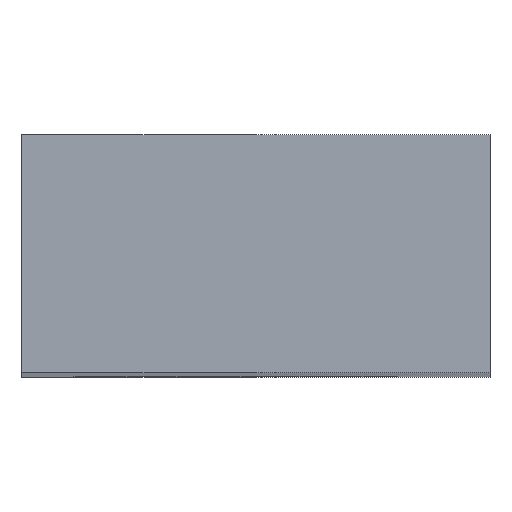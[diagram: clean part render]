
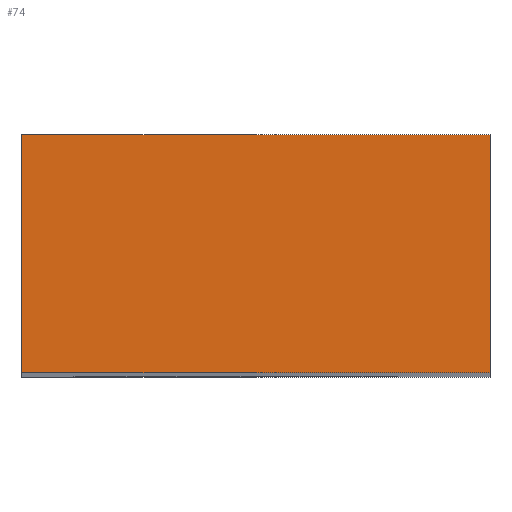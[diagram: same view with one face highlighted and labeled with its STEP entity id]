
A CAD part, top view. The second image highlights one B-rep face of the part: STEP entity #74.
In plain terms, the highlighted planar face has unit normal (0, 0, 1).
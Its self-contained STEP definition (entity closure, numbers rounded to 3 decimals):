
#1 = FACE_OUTER_BOUND ( 'NONE', #117, .T. ) ;
#5 = VECTOR ( 'NONE', #211, 1000. ) ;
#32 = VECTOR ( 'NONE', #251, 1000. ) ;
#34 = VECTOR ( 'NONE', #244, 1000. ) ;
#48 = VECTOR ( 'NONE', #217, 1000. ) ;
#49 = AXIS2_PLACEMENT_3D ( 'NONE', #202, #203, #204 ) ;
#74 = ADVANCED_FACE ( 'NONE', ( #1 ), #201, .F. ) ;
#76 = EDGE_CURVE ( 'NONE', #139, #138, #209, .T. ) ;
#79 = EDGE_CURVE ( 'NONE', #141, #140, #215, .T. ) ;
#87 = EDGE_CURVE ( 'NONE', #141, #139, #242, .T. ) ;
#89 = EDGE_CURVE ( 'NONE', #140, #138, #249, .T. ) ;
#117 = EDGE_LOOP ( 'NONE', ( #155, #156, #154, #158 ) ) ;
#138 = VERTEX_POINT ( 'NONE', #255 ) ;
#139 = VERTEX_POINT ( 'NONE', #256 ) ;
#140 = VERTEX_POINT ( 'NONE', #257 ) ;
#141 = VERTEX_POINT ( 'NONE', #258 ) ;
#154 = ORIENTED_EDGE ( 'NONE', *, *, #79, .F. ) ;
#155 = ORIENTED_EDGE ( 'NONE', *, *, #76, .T. ) ;
#156 = ORIENTED_EDGE ( 'NONE', *, *, #89, .F. ) ;
#158 = ORIENTED_EDGE ( 'NONE', *, *, #87, .T. ) ;
#201 = PLANE ( 'NONE',  #49 ) ;
#202 = CARTESIAN_POINT ( 'NONE',  ( -18.825, 10., 51.698 ) ) ;
#203 = DIRECTION ( 'NONE',  ( 0., 0., -1. ) ) ;
#204 = DIRECTION ( 'NONE',  ( -1., 0., 0. ) ) ;
#209 = LINE ( 'NONE', #210, #5 ) ;
#210 = CARTESIAN_POINT ( 'NONE',  ( -18.825, 0., 51.698 ) ) ;
#211 = DIRECTION ( 'NONE',  ( 1., 0., 0. ) ) ;
#215 = LINE ( 'NONE', #216, #48 ) ;
#216 = CARTESIAN_POINT ( 'NONE',  ( -18.825, 10., 51.698 ) ) ;
#217 = DIRECTION ( 'NONE',  ( 1., 0., 0. ) ) ;
#242 = LINE ( 'NONE', #243, #34 ) ;
#243 = CARTESIAN_POINT ( 'NONE',  ( -18.825, 10., 51.698 ) ) ;
#244 = DIRECTION ( 'NONE',  ( 0., -1., 0. ) ) ;
#249 = LINE ( 'NONE', #250, #32 ) ;
#250 = CARTESIAN_POINT ( 'NONE',  ( 0.843, 10., 51.698 ) ) ;
#251 = DIRECTION ( 'NONE',  ( 0., -1., 0. ) ) ;
#255 = CARTESIAN_POINT ( 'NONE',  ( 0.843, 0., 51.698 ) ) ;
#256 = CARTESIAN_POINT ( 'NONE',  ( -18.825, 0., 51.698 ) ) ;
#257 = CARTESIAN_POINT ( 'NONE',  ( 0.843, 10., 51.698 ) ) ;
#258 = CARTESIAN_POINT ( 'NONE',  ( -18.825, 10., 51.698 ) ) ;
